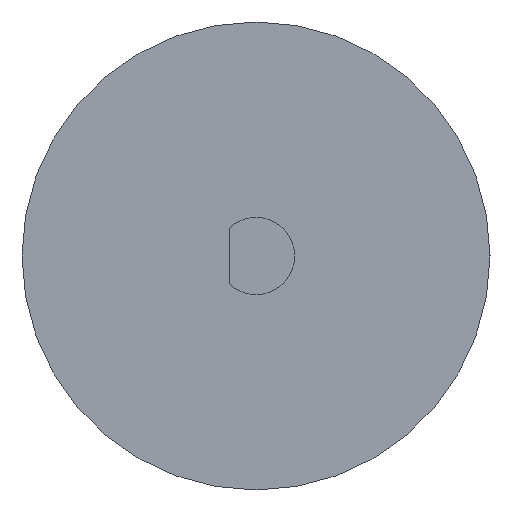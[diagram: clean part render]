
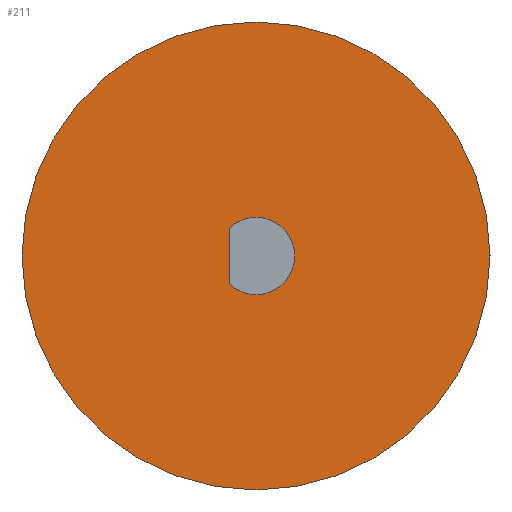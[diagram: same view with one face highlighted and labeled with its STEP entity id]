
A CAD part, left-side view. The second image highlights one B-rep face of the part: STEP entity #211.
In plain terms, the highlighted planar face has unit normal (-1, 0, 0).
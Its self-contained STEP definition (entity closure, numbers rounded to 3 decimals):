
#3 = DIRECTION ( 'NONE',  ( 0., 0., 1. ) ) ;
#9 = DIRECTION ( 'NONE',  ( 0., 0., -1. ) ) ;
#12 = EDGE_LOOP ( 'NONE', ( #291, #124, #147, #160 ) ) ;
#39 = AXIS2_PLACEMENT_3D ( 'NONE', #144, #551, #59 ) ;
#40 = CARTESIAN_POINT ( 'NONE',  ( 0., 0., 0. ) ) ;
#59 = DIRECTION ( 'NONE',  ( 0., 0., 1. ) ) ;
#67 = AXIS2_PLACEMENT_3D ( 'NONE', #354, #310, #444 ) ;
#85 = EDGE_CURVE ( 'NONE', #120, #526, #129, .T. ) ;
#88 = DIRECTION ( 'NONE',  ( 0., 0., -1. ) ) ;
#96 = AXIS2_PLACEMENT_3D ( 'NONE', #40, #235, #314 ) ;
#114 = LINE ( 'NONE', #159, #394 ) ;
#120 = VERTEX_POINT ( 'NONE', #267 ) ;
#124 = ORIENTED_EDGE ( 'NONE', *, *, #253, .F. ) ;
#129 = CIRCLE ( 'NONE', #558, 1.65 ) ;
#136 = CARTESIAN_POINT ( 'NONE',  ( 0., 0., 0. ) ) ;
#144 = CARTESIAN_POINT ( 'NONE',  ( 0., 0., 0. ) ) ;
#145 = CIRCLE ( 'NONE', #96, 1.65 ) ;
#147 = ORIENTED_EDGE ( 'NONE', *, *, #455, .F. ) ;
#159 = CARTESIAN_POINT ( 'NONE',  ( 0., 1.15, -1.183 ) ) ;
#160 = ORIENTED_EDGE ( 'NONE', *, *, #502, .F. ) ;
#171 = VERTEX_POINT ( 'NONE', #359 ) ;
#180 = CARTESIAN_POINT ( 'NONE',  ( 0., 0., 0. ) ) ;
#195 = CIRCLE ( 'NONE', #518, 1.65 ) ;
#198 = PLANE ( 'NONE',  #39 ) ;
#200 = ORIENTED_EDGE ( 'NONE', *, *, #530, .F. ) ;
#211 = ADVANCED_FACE ( 'NONE', ( #250, #499 ), #198, .T. ) ;
#231 = CARTESIAN_POINT ( 'NONE',  ( 0., 1.15, 1.183 ) ) ;
#235 = DIRECTION ( 'NONE',  ( -1., 0., 0. ) ) ;
#250 = FACE_BOUND ( 'NONE', #12, .T. ) ;
#253 = EDGE_CURVE ( 'NONE', #504, #120, #114, .T. ) ;
#263 = CARTESIAN_POINT ( 'NONE',  ( 0., 0., 10. ) ) ;
#267 = CARTESIAN_POINT ( 'NONE',  ( 0., 1.15, -1.183 ) ) ;
#274 = DIRECTION ( 'NONE',  ( 0., 0., 1. ) ) ;
#278 = CARTESIAN_POINT ( 'NONE',  ( 0., 0., -1.65 ) ) ;
#291 = ORIENTED_EDGE ( 'NONE', *, *, #85, .F. ) ;
#310 = DIRECTION ( 'NONE',  ( 1., 0., 0. ) ) ;
#314 = DIRECTION ( 'NONE',  ( 0., 0., 1. ) ) ;
#318 = DIRECTION ( 'NONE',  ( -1., 0., 0. ) ) ;
#322 = CIRCLE ( 'NONE', #351, 10. ) ;
#351 = AXIS2_PLACEMENT_3D ( 'NONE', #574, #399, #88 ) ;
#354 = CARTESIAN_POINT ( 'NONE',  ( 0., 0., 0. ) ) ;
#359 = CARTESIAN_POINT ( 'NONE',  ( 0., 0., 1.65 ) ) ;
#394 = VECTOR ( 'NONE', #9, 1000. ) ;
#397 = CARTESIAN_POINT ( 'NONE',  ( 0., 0., -10. ) ) ;
#399 = DIRECTION ( 'NONE',  ( 1., 0., 0. ) ) ;
#415 = DIRECTION ( 'NONE',  ( -1., 0., 0. ) ) ;
#429 = VERTEX_POINT ( 'NONE', #263 ) ;
#444 = DIRECTION ( 'NONE',  ( 0., 0., -1. ) ) ;
#455 = EDGE_CURVE ( 'NONE', #171, #504, #145, .T. ) ;
#474 = ORIENTED_EDGE ( 'NONE', *, *, #489, .F. ) ;
#489 = EDGE_CURVE ( 'NONE', #523, #429, #322, .T. ) ;
#499 = FACE_OUTER_BOUND ( 'NONE', #566, .T. ) ;
#502 = EDGE_CURVE ( 'NONE', #526, #171, #195, .T. ) ;
#504 = VERTEX_POINT ( 'NONE', #231 ) ;
#518 = AXIS2_PLACEMENT_3D ( 'NONE', #180, #318, #274 ) ;
#523 = VERTEX_POINT ( 'NONE', #397 ) ;
#526 = VERTEX_POINT ( 'NONE', #278 ) ;
#530 = EDGE_CURVE ( 'NONE', #429, #523, #572, .T. ) ;
#551 = DIRECTION ( 'NONE',  ( -1., 0., 0. ) ) ;
#558 = AXIS2_PLACEMENT_3D ( 'NONE', #136, #415, #3 ) ;
#566 = EDGE_LOOP ( 'NONE', ( #474, #200 ) ) ;
#572 = CIRCLE ( 'NONE', #67, 10. ) ;
#574 = CARTESIAN_POINT ( 'NONE',  ( 0., 0., 0. ) ) ;
